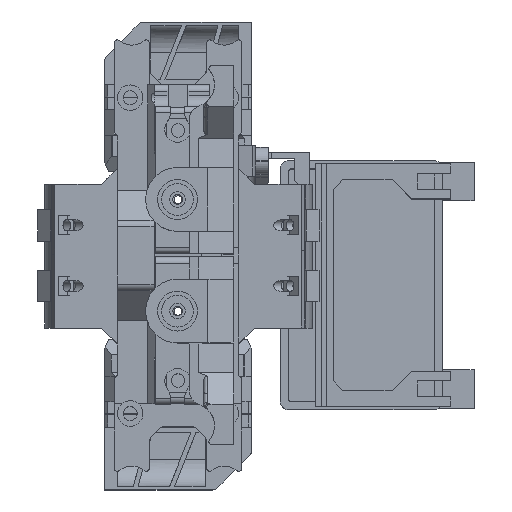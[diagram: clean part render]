
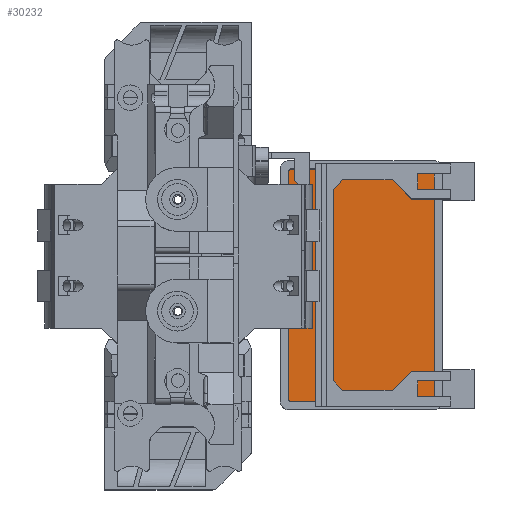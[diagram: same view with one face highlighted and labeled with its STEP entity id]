
A CAD part, top view. The second image highlights one B-rep face of the part: STEP entity #30232.
In plain terms, the highlighted planar face has unit normal (0, 0, 1).
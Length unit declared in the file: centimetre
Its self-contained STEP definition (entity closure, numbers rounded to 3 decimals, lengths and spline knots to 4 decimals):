
#1735=CIRCLE($,#32293,0.1);
#1737=CIRCLE($,#32297,0.1);
#1739=CIRCLE($,#32302,0.1);
#1740=CIRCLE($,#32303,0.1);
#2634=FACE_OUTER_BOUND($,#4378,.T.);
#4378=EDGE_LOOP($,(#22249,#22250,#22251,#22252,#22253,#22254,#22255,#22256));
#6538=LINE($,#45615,#9820);
#6541=LINE($,#45626,#9823);
#6543=LINE($,#45630,#9825);
#6546=LINE($,#45638,#9828);
#9820=VECTOR($,#36584,7.1);
#9823=VECTOR($,#36595,4.3719);
#9825=VECTOR($,#36599,7.1);
#9828=VECTOR($,#36606,4.3719);
#13181=VERTEX_POINT($,#45602);
#13182=VERTEX_POINT($,#45603);
#13186=VERTEX_POINT($,#45613);
#13187=VERTEX_POINT($,#45617);
#13188=VERTEX_POINT($,#45618);
#13191=VERTEX_POINT($,#45629);
#13193=VERTEX_POINT($,#45635);
#13194=VERTEX_POINT($,#45637);
#16572=EDGE_CURVE($,#13181,#13182,#1735,.F.);
#16578=EDGE_CURVE($,#13182,#13186,#6538,.F.);
#16579=EDGE_CURVE($,#13187,#13188,#1737,.F.);
#16583=EDGE_CURVE($,#13181,#13188,#6541,.T.);
#16585=EDGE_CURVE($,#13191,#13187,#6543,.F.);
#16588=EDGE_CURVE($,#13186,#13193,#1739,.F.);
#16589=EDGE_CURVE($,#13193,#13194,#6546,.F.);
#16590=EDGE_CURVE($,#13194,#13191,#1740,.F.);
#22249=ORIENTED_EDGE($,*,*,#16572,.T.);
#22250=ORIENTED_EDGE($,*,*,#16578,.T.);
#22251=ORIENTED_EDGE($,*,*,#16588,.T.);
#22252=ORIENTED_EDGE($,*,*,#16589,.T.);
#22253=ORIENTED_EDGE($,*,*,#16590,.T.);
#22254=ORIENTED_EDGE($,*,*,#16585,.T.);
#22255=ORIENTED_EDGE($,*,*,#16579,.T.);
#22256=ORIENTED_EDGE($,*,*,#16583,.F.);
#28890=PLANE($,#32301);
#30232=ADVANCED_FACE($,(#2634),#28890,.F.);
#32293=AXIS2_PLACEMENT_3D($,#45604,#36574,#36575);
#32297=AXIS2_PLACEMENT_3D($,#45619,#36587,#36588);
#32301=AXIS2_PLACEMENT_3D($,#45634,#36602,#36603);
#32302=AXIS2_PLACEMENT_3D($,#45636,#36604,#36605);
#32303=AXIS2_PLACEMENT_3D($,#45639,#36607,#36608);
#36574=DIRECTION('center_axis',(0.,0.,-1.));
#36575=DIRECTION('ref_axis',(0.707,-0.707,0.));
#36584=DIRECTION($,(0.,-1.,0.));
#36587=DIRECTION('center_axis',(0.,0.,-1.));
#36588=DIRECTION('ref_axis',(-0.707,-0.707,0.));
#36595=DIRECTION($,(-1.,0.,0.));
#36599=DIRECTION($,(0.,1.,0.));
#36602=DIRECTION('center_axis',(0.,0.,-1.));
#36603=DIRECTION('ref_axis',(1.,0.,0.));
#36604=DIRECTION('center_axis',(0.,0.,-1.));
#36605=DIRECTION('ref_axis',(0.707,0.707,0.));
#36606=DIRECTION($,(1.,0.,0.));
#36607=DIRECTION('center_axis',(0.,0.,-1.));
#36608=DIRECTION('ref_axis',(-0.707,0.707,0.));
#45602=CARTESIAN_POINT('',(1.6969,24.4849,56.1575));
#45603=CARTESIAN_POINT('',(1.7969,24.5849,56.1575));
#45604=CARTESIAN_POINT('Origin',(1.6969,24.5849,56.1575));
#45613=CARTESIAN_POINT('',(1.7969,31.685,56.1575));
#45615=CARTESIAN_POINT($,(1.7969,26.4349,56.1575));
#45617=CARTESIAN_POINT('',(-2.775,24.5849,56.1575));
#45618=CARTESIAN_POINT('',(-2.675,24.4849,56.1575));
#45619=CARTESIAN_POINT('Origin',(-2.675,24.5849,56.1575));
#45626=CARTESIAN_POINT($,(0.0469,24.4849,56.1575));
#45629=CARTESIAN_POINT('',(-2.775,31.685,56.1575));
#45630=CARTESIAN_POINT($,(-2.775,26.4349,56.1575));
#45634=CARTESIAN_POINT('Origin',(0.0469,26.4349,56.1575));
#45635=CARTESIAN_POINT('',(1.6969,31.785,56.1575));
#45636=CARTESIAN_POINT('Origin',(1.6969,31.685,56.1575));
#45637=CARTESIAN_POINT('',(-2.675,31.785,56.1575));
#45638=CARTESIAN_POINT($,(0.0469,31.785,56.1575));
#45639=CARTESIAN_POINT('Origin',(-2.675,31.685,56.1575));
